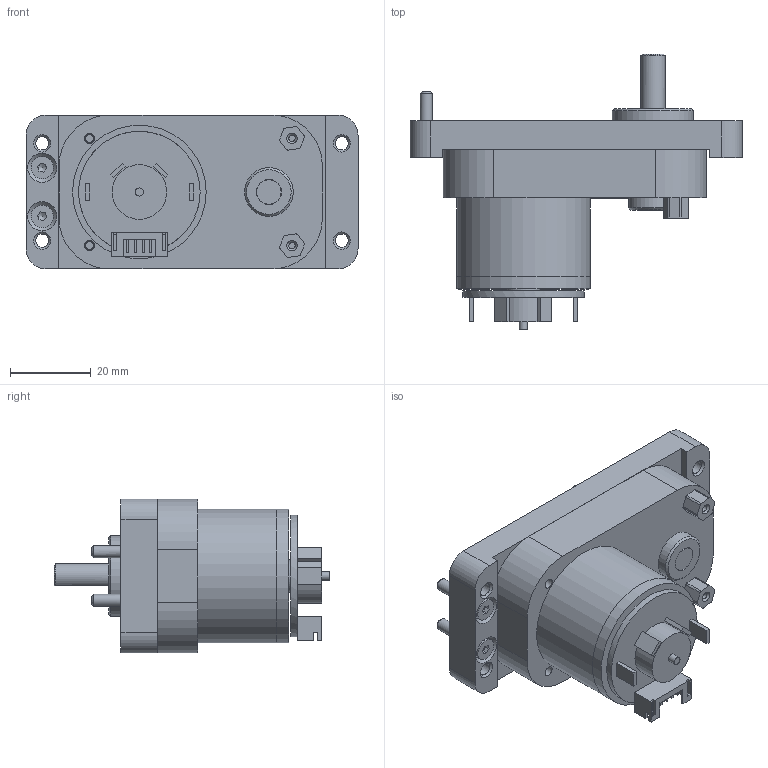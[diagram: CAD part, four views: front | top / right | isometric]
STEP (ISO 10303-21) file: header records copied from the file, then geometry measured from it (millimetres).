
FILE_DESCRIPTION(('STEP AP214'), '1');
FILE_NAME('Ôëàíåö ñ ìîòîð-ðåäóêòîðîì 3', '2025-01-16T19:54:38', ('ÍÐÒÊ'), ('Microsoft'), 'C3D Converter', 'C3D Toolkit', '');
FILE_SCHEMA(('AUTOMOTIVE_DESIGN { 1 0 10303 214 3 1 1}'));
Length unit declared in the file: millimetre
Products named in the file (8): GM3865; PLA; PCB
Assembly tree (12 placements, depth 3):
  (unnamed)
    (unnamed)
    GM3865
      PLA
      PCB
    (unnamed)  x4
    (unnamed)  x2
    (unnamed)  x2
Bounding box: 82 x 68.1 x 38 mm (x, y, z)
Volume: 72666.2 mm3; surface area: 25705.4 mm2
Topology: 13 solids, 13 shells, 291 faces, 710 edges, 462 vertices
Faces by surface type: plane 177, cylinder 65, cone 43, torus 6
Full cylindrical faces by diameter (mm): 1.567 x2, 2 x1, 2.459 x6, 3 x8, 3.2 x2, 3.242 x4, 3.5 x4, 5 x1, 5.54 x6, 6 x1, 6.2 x1, 8 x1, 12 x3, 13.5 x1, 20 x1, 30 x1, 33 x2
Entity records: 8703 total; most frequent: CARTESIAN_POINT 1385, DIRECTION 1036, ORIENTED_EDGE 914, EDGE_CURVE 457, AXIS2_PLACEMENT_3D 365, VERTEX_POINT 338, EDGE_LOOP 337, LINE 306
